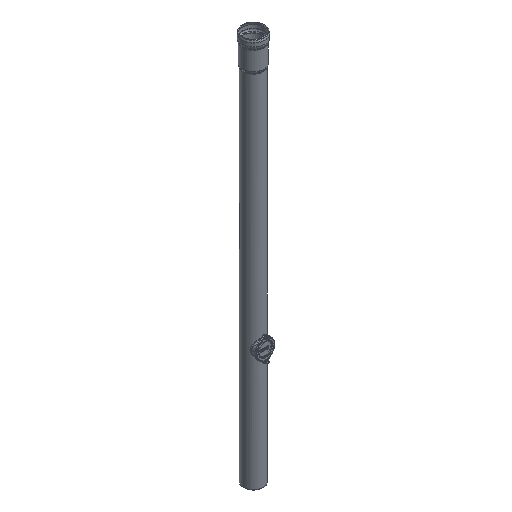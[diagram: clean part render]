
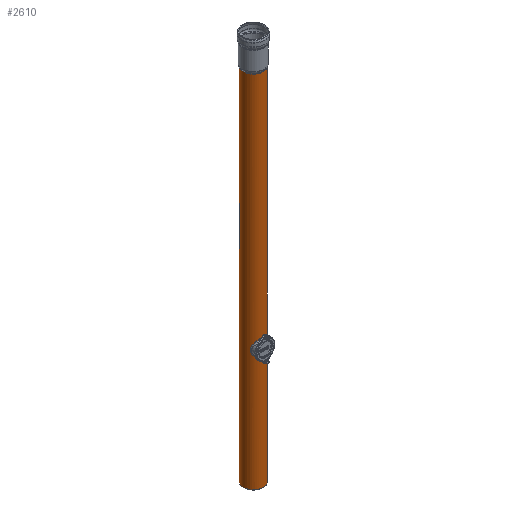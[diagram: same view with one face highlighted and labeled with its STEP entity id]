
A CAD part, isometric view. The second image highlights one B-rep face of the part: STEP entity #2610.
In plain terms, the highlighted cylindrical face has radius 510 mm (diameter 1020 mm), a full revolution.
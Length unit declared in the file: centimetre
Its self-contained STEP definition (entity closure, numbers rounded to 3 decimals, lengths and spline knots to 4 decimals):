
#34=B_SPLINE_CURVE_WITH_KNOTS('',3,(#5109,#5110,#5111,#5112,#5113,#5114,
#5115,#5116,#5117,#5118,#5119,#5120,#5121,#5122,#5123,#5124,#5125,#5126,
#5127,#5128,#5129,#5130,#5131,#5132,#5133,#5134,#5135,#5136,#5137,#5138,
#5139,#5140,#5141,#5142,#5143,#5144,#5145,#5146,#5147,#5148,#5149,#5150,
#5151,#5152,#5153,#5154,#5155,#5156,#5157,#5158,#5159,#5160),
 .UNSPECIFIED.,.T.,.F.,(4,1,1,1,1,1,1,1,1,1,1,1,1,1,1,1,1,1,1,1,1,1,1,1,
1,1,1,1,1,1,1,1,1,1,1,1,1,1,1,1,1,1,1,1,1,1,1,1,1,4),(0.,4.8804,
9.7607,14.6411,19.5214,24.4018,29.2821,
39.0428,45.5499,52.0571,58.5642,61.8178,
65.0713,71.5785,78.0856,84.5927,91.0999,
95.438,104.1141,110.6213,117.1284,123.6355,
126.8891,130.1427,133.3962,136.6498,139.9034,
143.1569,149.6641,152.9176,156.1712,162.6783,
169.1855,175.6926,182.1998,188.7069,195.214,
201.7212,208.2283,214.7354,221.2426,225.5806,
234.2568,244.0175,248.8979,253.7782,258.6586,
263.5389,268.4193,273.2996),.UNSPECIFIED.);
#121=FACE_BOUND('',#493,.T.);
#215=CYLINDRICAL_SURFACE('',#2889,51.);
#317=FACE_OUTER_BOUND('',#492,.T.);
#492=EDGE_LOOP('',(#2006,#2007,#2008,#2009,#2010));
#493=EDGE_LOOP('',(#2011));
#657=LINE('',#5226,#777);
#777=VECTOR('',#3496,51.);
#921=CIRCLE('',#2861,51.);
#922=CIRCLE('',#2862,51.);
#937=CIRCLE('',#2885,51.);
#1110=VERTEX_POINT('',#4226);
#1111=VERTEX_POINT('',#4228);
#1123=VERTEX_POINT('',#5107);
#1125=VERTEX_POINT('',#5218);
#1420=EDGE_CURVE('',#1111,#1110,#921,.T.);
#1421=EDGE_CURVE('',#1110,#1111,#922,.T.);
#1440=EDGE_CURVE('',#1123,#1123,#34,.T.);
#1444=EDGE_CURVE('',#1125,#1125,#937,.T.);
#1447=EDGE_CURVE('',#1125,#1111,#657,.T.);
#2006=ORIENTED_EDGE('',*,*,#1444,.F.);
#2007=ORIENTED_EDGE('',*,*,#1447,.T.);
#2008=ORIENTED_EDGE('',*,*,#1420,.T.);
#2009=ORIENTED_EDGE('',*,*,#1421,.T.);
#2010=ORIENTED_EDGE('',*,*,#1447,.F.);
#2011=ORIENTED_EDGE('',*,*,#1440,.F.);
#2610=ADVANCED_FACE('',(#317,#121),#215,.T.);
#2861=AXIS2_PLACEMENT_3D('',#4229,#3433,#3434);
#2862=AXIS2_PLACEMENT_3D('',#4230,#3435,#3436);
#2885=AXIS2_PLACEMENT_3D('',#5219,#3485,#3486);
#2889=AXIS2_PLACEMENT_3D('',#5225,#3494,#3495);
#3433=DIRECTION('center_axis',(0.,0.,
-1.));
#3434=DIRECTION('ref_axis',(0.,1.,0.));
#3435=DIRECTION('center_axis',(0.,0.,
-1.));
#3436=DIRECTION('ref_axis',(0.,1.,0.));
#3485=DIRECTION('center_axis',(0.,0.,
-1.));
#3486=DIRECTION('ref_axis',(-1.,0.,0.));
#3494=DIRECTION('center_axis',(0.,0.,
-1.));
#3495=DIRECTION('ref_axis',(0.,-1.,0.));
#3496=DIRECTION('',(0.,0.,1.));
#4226=CARTESIAN_POINT('',(636.4379,406.4116,843.966));
#4228=CARTESIAN_POINT('',(585.4379,457.4116,843.966));
#4229=CARTESIAN_POINT('Origin',(585.4379,406.4116,843.966));
#4230=CARTESIAN_POINT('Origin',(585.4379,406.4116,843.966));
#5107=CARTESIAN_POINT('',(542.4205,379.0163,-380.));
#5109=CARTESIAN_POINT('Ctrl Pts',(542.4205,379.0163,-380.));
#5110=CARTESIAN_POINT('Ctrl Pts',(542.4205,379.0163,-381.9436));
#5111=CARTESIAN_POINT('Ctrl Pts',(542.6303,378.683,-385.8292));
#5112=CARTESIAN_POINT('Ctrl Pts',(543.5281,377.3264,-391.3913));
#5113=CARTESIAN_POINT('Ctrl Pts',(544.9213,375.3991,-396.5829));
#5114=CARTESIAN_POINT('Ctrl Pts',(546.7488,373.1338,-401.4125));
#5115=CARTESIAN_POINT('Ctrl Pts',(548.9778,370.6952,-405.9083));
#5116=CARTESIAN_POINT('Ctrl Pts',(552.4668,367.3644,-411.4739));
#5117=CARTESIAN_POINT('Ctrl Pts',(557.0779,363.8218,-416.8187));
#5118=CARTESIAN_POINT('Ctrl Pts',(563.0472,360.4561,-421.6201));
#5119=CARTESIAN_POINT('Ctrl Pts',(568.8263,358.0496,-424.9429));
#5120=CARTESIAN_POINT('Ctrl Pts',(574.1295,356.5922,-426.9162));
#5121=CARTESIAN_POINT('Ctrl Pts',(578.5805,355.8367,-427.9312));
#5122=CARTESIAN_POINT('Ctrl Pts',(583.1268,355.3732,-428.5515));
#5123=CARTESIAN_POINT('Ctrl Pts',(588.9053,355.3731,-428.5515));
#5124=CARTESIAN_POINT('Ctrl Pts',(595.6864,356.3007,-427.3107));
#5125=CARTESIAN_POINT('Ctrl Pts',(602.05,358.05,-424.9426));
#5126=CARTESIAN_POINT('Ctrl Pts',(607.187,360.1889,-421.9889));
#5127=CARTESIAN_POINT('Ctrl Pts',(612.4143,362.9944,-418.005));
#5128=CARTESIAN_POINT('Ctrl Pts',(616.9584,366.1634,-413.3266));
#5129=CARTESIAN_POINT('Ctrl Pts',(621.12,369.8693,-407.3726));
#5130=CARTESIAN_POINT('Ctrl Pts',(624.1781,373.1547,-401.4565));
#5131=CARTESIAN_POINT('Ctrl Pts',(626.1354,375.6424,-396.0291));
#5132=CARTESIAN_POINT('Ctrl Pts',(627.3019,377.2741,-391.3578));
#5133=CARTESIAN_POINT('Ctrl Pts',(627.9549,378.2405,-387.6921));
#5134=CARTESIAN_POINT('Ctrl Pts',(628.3627,378.8701,-383.8881));
#5135=CARTESIAN_POINT('Ctrl Pts',(628.5015,379.0893,-380.0009));
#5136=CARTESIAN_POINT('Ctrl Pts',(628.3629,378.8705,-376.1147));
#5137=CARTESIAN_POINT('Ctrl Pts',(627.8191,378.0307,-371.0394));
#5138=CARTESIAN_POINT('Ctrl Pts',(626.786,376.5194,-366.253));
#5139=CARTESIAN_POINT('Ctrl Pts',(625.3531,374.6477,-361.8024));
#5140=CARTESIAN_POINT('Ctrl Pts',(623.669,372.608,-357.5578));
#5141=CARTESIAN_POINT('Ctrl Pts',(621.1185,369.8675,-352.6252));
#5142=CARTESIAN_POINT('Ctrl Pts',(617.3742,366.5341,-347.2682));
#5143=CARTESIAN_POINT('Ctrl Pts',(612.9459,363.3418,-342.4952));
#5144=CARTESIAN_POINT('Ctrl Pts',(607.8294,360.4563,-338.3809));
#5145=CARTESIAN_POINT('Ctrl Pts',(602.0504,358.0502,-335.0574));
#5146=CARTESIAN_POINT('Ctrl Pts',(595.6869,356.3007,-332.6895));
#5147=CARTESIAN_POINT('Ctrl Pts',(588.9057,355.3732,-331.4486));
#5148=CARTESIAN_POINT('Ctrl Pts',(581.9718,355.373,-331.4483));
#5149=CARTESIAN_POINT('Ctrl Pts',(575.19,356.3006,-332.6894));
#5150=CARTESIAN_POINT('Ctrl Pts',(569.5347,357.855,-334.7932));
#5151=CARTESIAN_POINT('Ctrl Pts',(563.6553,360.1525,-337.9586));
#5152=CARTESIAN_POINT('Ctrl Pts',(557.551,363.4579,-342.6324));
#5153=CARTESIAN_POINT('Ctrl Pts',(552.4663,367.365,-348.527));
#5154=CARTESIAN_POINT('Ctrl Pts',(548.9769,370.696,-354.0932));
#5155=CARTESIAN_POINT('Ctrl Pts',(546.7493,373.1334,-358.5868));
#5156=CARTESIAN_POINT('Ctrl Pts',(544.9212,375.3992,-363.4169));
#5157=CARTESIAN_POINT('Ctrl Pts',(543.528,377.3267,-368.6097));
#5158=CARTESIAN_POINT('Ctrl Pts',(542.6303,378.6829,-374.1706));
#5159=CARTESIAN_POINT('Ctrl Pts',(542.4205,379.0163,-378.0564));
#5160=CARTESIAN_POINT('Ctrl Pts',(542.4205,379.0163,-380.));
#5218=CARTESIAN_POINT('',(585.4379,457.4116,-1000.));
#5219=CARTESIAN_POINT('Origin',(585.4379,406.4116,-1000.));
#5225=CARTESIAN_POINT('Origin',(585.4379,406.4116,-274.0607));
#5226=CARTESIAN_POINT('',(585.4379,457.4116,-274.0607));
